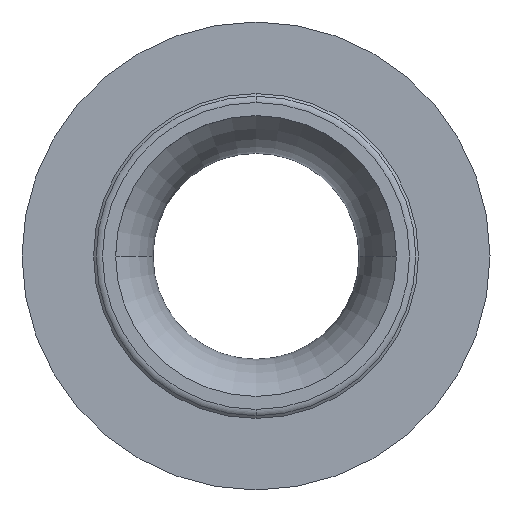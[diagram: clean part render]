
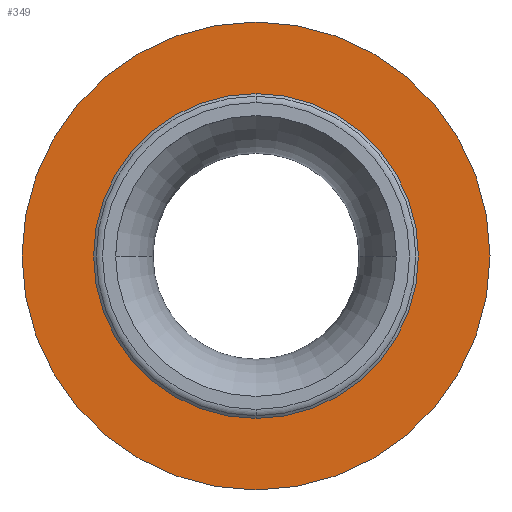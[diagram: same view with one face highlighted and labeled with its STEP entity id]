
A CAD part, top view. The second image highlights one B-rep face of the part: STEP entity #349.
In plain terms, the highlighted planar face has unit normal (0, 0, 1).
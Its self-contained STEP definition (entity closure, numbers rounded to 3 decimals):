
#66=CARTESIAN_POINT('',(0.,0.,0.));
#67=DIRECTION('',(0.,0.,-1.));
#68=DIRECTION('',(0.,1.,0.));
#69=AXIS2_PLACEMENT_3D('',#66,#67,#68);
#74=CARTESIAN_POINT('',(0.,0.,0.));
#75=DIRECTION('',(0.,0.,-1.));
#76=DIRECTION('',(0.,-1.,0.));
#77=AXIS2_PLACEMENT_3D('',#74,#75,#76);
#82=CARTESIAN_POINT('',(0.,0.,0.));
#83=DIRECTION('',(0.,0.,1.));
#84=DIRECTION('',(0.,-1.,0.));
#85=AXIS2_PLACEMENT_3D('',#82,#83,#84);
#90=CARTESIAN_POINT('',(0.,0.,0.));
#91=DIRECTION('',(0.,0.,1.));
#92=DIRECTION('',(0.,1.,0.));
#93=AXIS2_PLACEMENT_3D('',#90,#91,#92);
#256=CARTESIAN_POINT('',(0.,-5.,0.));
#257=VERTEX_POINT('',#256);
#258=CARTESIAN_POINT('',(0.,5.,0.));
#259=VERTEX_POINT('',#258);
#260=CARTESIAN_POINT('',(0.,-3.471,0.));
#261=CARTESIAN_POINT('',(0.,3.471,0.));
#262=VERTEX_POINT('',#260);
#263=VERTEX_POINT('',#261);
#334=CARTESIAN_POINT('',(0.,0.,0.));
#335=DIRECTION('',(0.,0.,1.));
#336=DIRECTION('',(0.,-1.,0.));
#337=AXIS2_PLACEMENT_3D('',#334,#335,#336);
#338=PLANE('',#337);
#339=ORIENTED_EDGE('',*,*,#314,.T.);
#340=ORIENTED_EDGE('',*,*,#328,.T.);
#341=EDGE_LOOP('',(#339,#340));
#342=FACE_OUTER_BOUND('',#341,.F.);
#344=ORIENTED_EDGE('',*,*,#343,.T.);
#346=ORIENTED_EDGE('',*,*,#345,.T.);
#347=EDGE_LOOP('',(#344,#346));
#348=FACE_BOUND('',#347,.F.);
#70=CIRCLE('',#69,5.);
#78=CIRCLE('',#77,5.);
#86=CIRCLE('',#85,3.471);
#94=CIRCLE('',#93,3.471);
#314=EDGE_CURVE('',#259,#257,#70,.T.);
#328=EDGE_CURVE('',#257,#259,#78,.T.);
#343=EDGE_CURVE('',#262,#263,#86,.T.);
#345=EDGE_CURVE('',#263,#262,#94,.T.);
#349=ADVANCED_FACE('',(#342,#348),#338,.T.);
